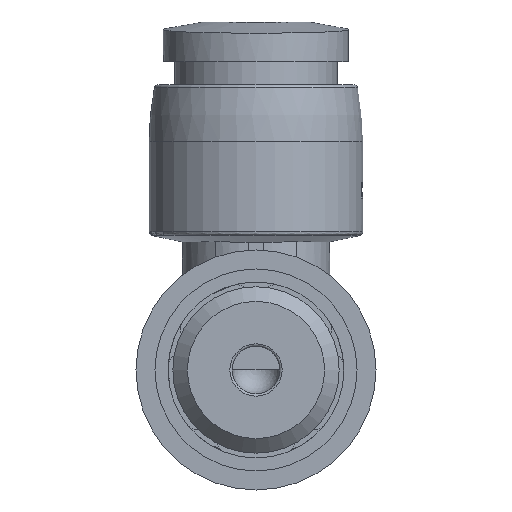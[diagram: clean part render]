
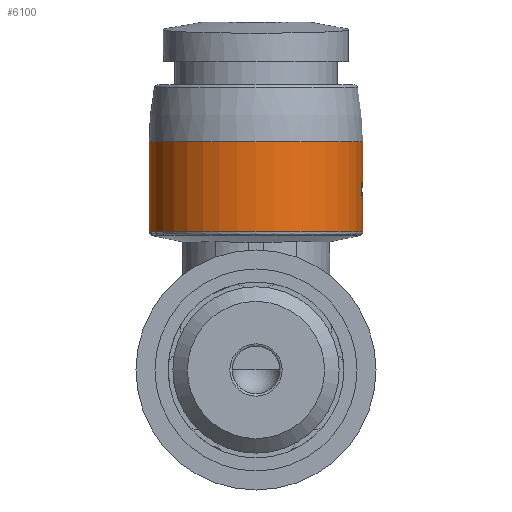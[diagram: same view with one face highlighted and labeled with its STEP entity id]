
A CAD part, front view. The second image highlights one B-rep face of the part: STEP entity #6100.
In plain terms, the highlighted cylindrical face has radius 4.5 mm (diameter 9 mm), a full revolution.
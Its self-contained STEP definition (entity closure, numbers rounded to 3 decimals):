
#47=ELLIPSE('',#6407,5.367,4.5);
#48=ELLIPSE('',#6409,5.367,4.5);
#61=B_SPLINE_CURVE_WITH_KNOTS('',3,(#8427,#8428,#8429,#8430,#8431),
 .UNSPECIFIED.,.F.,.F.,(4,1,4),(0.,0.,0.001),
 .UNSPECIFIED.);
#62=B_SPLINE_CURVE_WITH_KNOTS('',3,(#8436,#8437,#8438,#8439),
 .UNSPECIFIED.,.F.,.F.,(4,4),(0.,0.),
 .UNSPECIFIED.);
#63=B_SPLINE_CURVE_WITH_KNOTS('',3,(#8440,#8441,#8442,#8443),
 .UNSPECIFIED.,.F.,.F.,(4,4),(0.,0.),.UNSPECIFIED.);
#238=CYLINDRICAL_SURFACE('',#6403,4.5);
#342=CIRCLE('',#6397,4.5);
#346=CIRCLE('',#6404,4.5);
#347=CIRCLE('',#6405,4.5);
#348=CIRCLE('',#6406,4.5);
#349=CIRCLE('',#6408,4.5);
#350=CIRCLE('',#6410,4.5);
#351=CIRCLE('',#6411,4.5);
#352=CIRCLE('',#6412,4.5);
#638=ORIENTED_EDGE('',*,*,#2040,.F.);
#639=ORIENTED_EDGE('',*,*,#2041,.F.);
#640=ORIENTED_EDGE('',*,*,#2042,.F.);
#641=ORIENTED_EDGE('',*,*,#2043,.F.);
#642=ORIENTED_EDGE('',*,*,#2032,.F.);
#643=ORIENTED_EDGE('',*,*,#2044,.F.);
#644=ORIENTED_EDGE('',*,*,#2045,.F.);
#645=ORIENTED_EDGE('',*,*,#2046,.T.);
#646=ORIENTED_EDGE('',*,*,#2047,.T.);
#647=ORIENTED_EDGE('',*,*,#2048,.T.);
#648=ORIENTED_EDGE('',*,*,#2049,.T.);
#649=ORIENTED_EDGE('',*,*,#2050,.T.);
#650=ORIENTED_EDGE('',*,*,#2051,.T.);
#651=ORIENTED_EDGE('',*,*,#2052,.T.);
#652=ORIENTED_EDGE('',*,*,#2053,.T.);
#653=ORIENTED_EDGE('',*,*,#2054,.T.);
#654=ORIENTED_EDGE('',*,*,#2055,.T.);
#655=ORIENTED_EDGE('',*,*,#2056,.T.);
#656=ORIENTED_EDGE('',*,*,#2057,.T.);
#2032=EDGE_CURVE('',#2733,#2731,#342,.T.);
#2040=EDGE_CURVE('',#2740,#2740,#346,.T.);
#2041=EDGE_CURVE('',#2741,#2742,#61,.T.);
#2042=EDGE_CURVE('',#2743,#2741,#3199,.F.);
#2043=EDGE_CURVE('',#2731,#2743,#62,.T.);
#2044=EDGE_CURVE('',#2744,#2733,#63,.T.);
#2045=EDGE_CURVE('',#2742,#2744,#3200,.T.);
#2046=EDGE_CURVE('',#2745,#2746,#347,.T.);
#2047=EDGE_CURVE('',#2746,#2747,#3201,.T.);
#2048=EDGE_CURVE('',#2747,#2748,#348,.T.);
#2049=EDGE_CURVE('',#2748,#2749,#47,.T.);
#2050=EDGE_CURVE('',#2749,#2750,#349,.T.);
#2051=EDGE_CURVE('',#2750,#2751,#48,.T.);
#2052=EDGE_CURVE('',#2751,#2752,#3202,.T.);
#2053=EDGE_CURVE('',#2752,#2753,#350,.T.);
#2054=EDGE_CURVE('',#2753,#2754,#3203,.T.);
#2055=EDGE_CURVE('',#2754,#2755,#351,.T.);
#2056=EDGE_CURVE('',#2755,#2745,#3204,.F.);
#2057=EDGE_CURVE('',#2756,#2756,#352,.T.);
#2731=VERTEX_POINT('',#8391);
#2733=VERTEX_POINT('',#8395);
#2740=VERTEX_POINT('',#8426);
#2741=VERTEX_POINT('',#8432);
#2742=VERTEX_POINT('',#8433);
#2743=VERTEX_POINT('',#8435);
#2744=VERTEX_POINT('',#8444);
#2745=VERTEX_POINT('',#8447);
#2746=VERTEX_POINT('',#8448);
#2747=VERTEX_POINT('',#8450);
#2748=VERTEX_POINT('',#8452);
#2749=VERTEX_POINT('',#8454);
#2750=VERTEX_POINT('',#8456);
#2751=VERTEX_POINT('',#8458);
#2752=VERTEX_POINT('',#8460);
#2753=VERTEX_POINT('',#8462);
#2754=VERTEX_POINT('',#8464);
#2755=VERTEX_POINT('',#8466);
#2756=VERTEX_POINT('',#8469);
#3199=LINE('',#8434,#3467);
#3200=LINE('',#8445,#3468);
#3201=LINE('',#8449,#3469);
#3202=LINE('',#8459,#3470);
#3203=LINE('',#8463,#3471);
#3204=LINE('',#8467,#3472);
#3467=VECTOR('',#7006,1000.);
#3468=VECTOR('',#7007,1000.);
#3469=VECTOR('',#7010,1000.);
#3470=VECTOR('',#7019,1000.);
#3471=VECTOR('',#7022,1000.);
#3472=VECTOR('',#7025,1000.);
#3736=EDGE_LOOP('',(#638));
#3737=EDGE_LOOP('',(#639,#640,#641,#642,#643,#644));
#3738=EDGE_LOOP('',(#645,#646,#647,#648,#649,#650,#651,#652,#653,#654,#655));
#3739=EDGE_LOOP('',(#656));
#4064=FACE_BOUND('',#3736,.T.);
#4065=FACE_BOUND('',#3737,.T.);
#4066=FACE_BOUND('',#3738,.T.);
#4067=FACE_BOUND('',#3739,.T.);
#6100=ADVANCED_FACE('',(#4064,#4065,#4066,#4067),#238,.T.);
#6397=AXIS2_PLACEMENT_3D('',#8396,#6990,#6991);
#6403=AXIS2_PLACEMENT_3D('',#8424,#7002,#7003);
#6404=AXIS2_PLACEMENT_3D('',#8425,#7004,#7005);
#6405=AXIS2_PLACEMENT_3D('',#8446,#7008,#7009);
#6406=AXIS2_PLACEMENT_3D('',#8451,#7011,#7012);
#6407=AXIS2_PLACEMENT_3D('',#8453,#7013,#7014);
#6408=AXIS2_PLACEMENT_3D('',#8455,#7015,#7016);
#6409=AXIS2_PLACEMENT_3D('',#8457,#7017,#7018);
#6410=AXIS2_PLACEMENT_3D('',#8461,#7020,#7021);
#6411=AXIS2_PLACEMENT_3D('',#8465,#7023,#7024);
#6412=AXIS2_PLACEMENT_3D('',#8468,#7026,#7027);
#6990=DIRECTION('',(0.,0.,1.));
#6991=DIRECTION('',(1.,0.,0.));
#7002=DIRECTION('',(0.,0.,-1.));
#7003=DIRECTION('',(-1.,0.,0.));
#7004=DIRECTION('',(0.,0.,-1.));
#7005=DIRECTION('',(-1.,0.,0.));
#7006=DIRECTION('',(0.,0.,-1.));
#7007=DIRECTION('',(0.,0.,-1.));
#7008=DIRECTION('',(0.,0.,1.));
#7009=DIRECTION('',(1.,0.,0.));
#7010=DIRECTION('',(0.,0.,-1.));
#7011=DIRECTION('',(0.,0.,1.));
#7012=DIRECTION('',(1.,0.,0.));
#7013=DIRECTION('',(0.,-0.545,-0.838));
#7014=DIRECTION('',(0.,0.838,-0.545));
#7015=DIRECTION('',(0.,0.,1.));
#7016=DIRECTION('',(1.,0.,0.));
#7017=DIRECTION('',(0.,0.545,0.838));
#7018=DIRECTION('',(0.,0.838,-0.545));
#7019=DIRECTION('',(0.,0.,-1.));
#7020=DIRECTION('',(0.,0.,-1.));
#7021=DIRECTION('',(-1.,0.,0.));
#7022=DIRECTION('',(0.,0.,-1.));
#7023=DIRECTION('',(0.,0.,-1.));
#7024=DIRECTION('',(-1.,0.,0.));
#7025=DIRECTION('',(0.,0.,-1.));
#7026=DIRECTION('',(0.,0.,-1.));
#7027=DIRECTION('',(-1.,0.,0.));
#8391=CARTESIAN_POINT('',(-0.1,20.299,6.545));
#8395=CARTESIAN_POINT('',(0.1,20.299,6.545));
#8396=CARTESIAN_POINT('',(0.,15.8,6.545));
#8424=CARTESIAN_POINT('',(0.,15.8,5.12));
#8425=CARTESIAN_POINT('',(0.,15.8,5.808));
#8426=CARTESIAN_POINT('',(-4.5,15.8,5.808));
#8427=CARTESIAN_POINT('',(-0.25,20.293,8.495));
#8428=CARTESIAN_POINT('',(-0.25,20.293,8.627));
#8429=CARTESIAN_POINT('',(0.,20.307,8.863));
#8430=CARTESIAN_POINT('',(0.25,20.293,8.627));
#8431=CARTESIAN_POINT('',(0.25,20.293,8.495));
#8432=CARTESIAN_POINT('',(-0.25,20.293,8.495));
#8433=CARTESIAN_POINT('',(0.25,20.293,8.495));
#8434=CARTESIAN_POINT('',(-0.25,20.293,5.12));
#8435=CARTESIAN_POINT('',(-0.25,20.293,6.695));
#8436=CARTESIAN_POINT('',(-0.1,20.299,6.545));
#8437=CARTESIAN_POINT('',(-0.179,20.297,6.545));
#8438=CARTESIAN_POINT('',(-0.25,20.293,6.616));
#8439=CARTESIAN_POINT('',(-0.25,20.293,6.695));
#8440=CARTESIAN_POINT('',(0.25,20.293,6.695));
#8441=CARTESIAN_POINT('',(0.25,20.293,6.616));
#8442=CARTESIAN_POINT('',(0.179,20.297,6.545));
#8443=CARTESIAN_POINT('',(0.1,20.299,6.545));
#8444=CARTESIAN_POINT('',(0.25,20.293,6.695));
#8445=CARTESIAN_POINT('',(0.25,20.293,5.12));
#8446=CARTESIAN_POINT('',(0.,15.8,7.904));
#8447=CARTESIAN_POINT('',(4.433,15.025,7.904));
#8448=CARTESIAN_POINT('',(4.467,15.259,7.904));
#8449=CARTESIAN_POINT('',(4.467,15.259,5.12));
#8450=CARTESIAN_POINT('',(4.467,15.259,7.687));
#8451=CARTESIAN_POINT('',(0.,15.8,7.687));
#8452=CARTESIAN_POINT('',(4.465,16.361,7.687));
#8453=CARTESIAN_POINT('',(0.,15.8,8.052));
#8454=CARTESIAN_POINT('',(4.494,16.027,7.904));
#8455=CARTESIAN_POINT('',(0.,15.8,7.904));
#8456=CARTESIAN_POINT('',(4.465,16.361,7.904));
#8457=CARTESIAN_POINT('',(0.,15.8,8.269));
#8458=CARTESIAN_POINT('',(4.41,16.695,7.687));
#8459=CARTESIAN_POINT('',(4.41,16.695,5.12));
#8460=CARTESIAN_POINT('',(4.41,16.695,7.453));
#8461=CARTESIAN_POINT('',(0.,15.8,7.453));
#8462=CARTESIAN_POINT('',(4.467,15.259,7.453));
#8463=CARTESIAN_POINT('',(4.467,15.259,5.12));
#8464=CARTESIAN_POINT('',(4.467,15.259,7.236));
#8465=CARTESIAN_POINT('',(0.,15.8,7.236));
#8466=CARTESIAN_POINT('',(4.433,15.025,7.236));
#8467=CARTESIAN_POINT('',(4.433,15.025,5.12));
#8468=CARTESIAN_POINT('',(0.,15.8,9.6));
#8469=CARTESIAN_POINT('',(-4.5,15.8,9.6));
